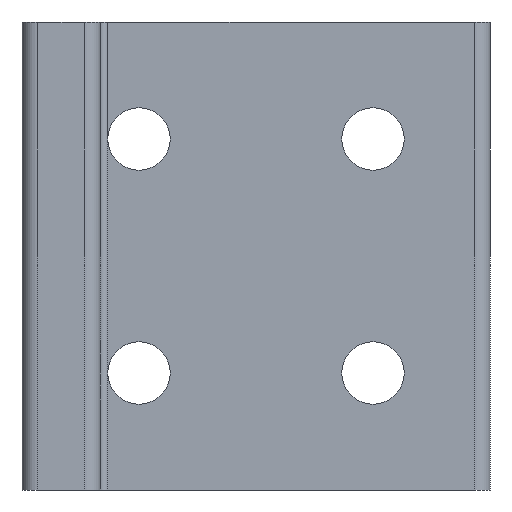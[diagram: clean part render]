
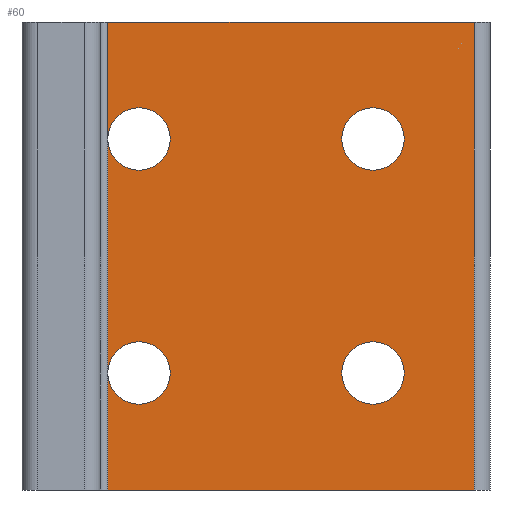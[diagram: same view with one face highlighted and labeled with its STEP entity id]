
A CAD part, left-side view. The second image highlights one B-rep face of the part: STEP entity #60.
In plain terms, the highlighted planar face has unit normal (-1, 0, 0).
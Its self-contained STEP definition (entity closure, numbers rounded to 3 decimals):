
#60=ADVANCED_FACE('',(#234,#236,#238),#240,.T.);
#234=FACE_BOUND('',#235,.T.);
#235=EDGE_LOOP('',(#816,#817,#818,#819,#820,#821,#822,#823));
#236=FACE_BOUND('',#237,.T.);
#237=EDGE_LOOP('',(#824));
#238=FACE_BOUND('',#239,.T.);
#239=EDGE_LOOP('',(#825));
#240=PLANE('',#241);
#241=AXIS2_PLACEMENT_3D('',#242,#243,#244);
#242=CARTESIAN_POINT('',(-5.,-5.,0.));
#243=DIRECTION('',(-1.,0.,0.));
#244=DIRECTION('',(0.,-1.,0.));
#816=ORIENTED_EDGE('',*,*,#1200,.F.);
#817=ORIENTED_EDGE('',*,*,#1201,.T.);
#818=ORIENTED_EDGE('',*,*,#1202,.T.);
#819=ORIENTED_EDGE('',*,*,#1203,.F.);
#820=ORIENTED_EDGE('',*,*,#1204,.F.);
#821=ORIENTED_EDGE('',*,*,#1175,.T.);
#822=ORIENTED_EDGE('',*,*,#1205,.F.);
#823=ORIENTED_EDGE('',*,*,#1179,.T.);
#824=ORIENTED_EDGE('',*,*,#1167,.T.);
#825=ORIENTED_EDGE('',*,*,#1171,.T.);
#1167=EDGE_CURVE('',#1364,#1364,#1365,.T.);
#1171=EDGE_CURVE('',#1372,#1372,#1373,.T.);
#1175=EDGE_CURVE('',#1380,#1380,#1381,.T.);
#1179=EDGE_CURVE('',#1388,#1388,#1389,.T.);
#1200=EDGE_CURVE('',#1430,#1388,#1431,.T.);
#1201=EDGE_CURVE('',#1430,#1432,#1433,.T.);
#1202=EDGE_CURVE('',#1432,#1434,#1435,.T.);
#1203=EDGE_CURVE('',#1436,#1434,#1437,.T.);
#1204=EDGE_CURVE('',#1380,#1436,#1438,.T.);
#1205=EDGE_CURVE('',#1388,#1380,#1439,.T.);
#1364=VERTEX_POINT('',#1705);
#1365=CIRCLE('',#1706,2.);
#1372=VERTEX_POINT('',#1725);
#1373=CIRCLE('',#1726,2.);
#1380=VERTEX_POINT('',#1745);
#1381=CIRCLE('',#1746,2.);
#1388=VERTEX_POINT('',#1765);
#1389=CIRCLE('',#1766,2.);
#1430=VERTEX_POINT('',#1850);
#1431=LINE('',#1851,#1852);
#1432=VERTEX_POINT('',#1854);
#1433=LINE('',#1855,#1856);
#1434=VERTEX_POINT('',#1858);
#1435=LINE('',#1859,#1860);
#1436=VERTEX_POINT('',#1862);
#1437=LINE('',#1863,#1864);
#1438=LINE('',#1866,#1867);
#1439=LINE('',#1869,#1870);
#1705=CARTESIAN_POINT('',(-5.,-20.5,22.5));
#1706=AXIS2_PLACEMENT_3D('',#1707,#1708,#1709);
#1707=CARTESIAN_POINT('',(-5.,-22.5,22.5));
#1708=DIRECTION('',(1.,0.,0.));
#1709=DIRECTION('',(0.,1.,0.));
#1725=CARTESIAN_POINT('',(-5.,-20.5,7.5));
#1726=AXIS2_PLACEMENT_3D('',#1727,#1728,#1729);
#1727=CARTESIAN_POINT('',(-5.,-22.5,7.5));
#1728=DIRECTION('',(1.,0.,0.));
#1729=DIRECTION('',(0.,1.,0.));
#1745=CARTESIAN_POINT('',(-5.,-5.5,22.5));
#1746=AXIS2_PLACEMENT_3D('',#1747,#1748,#1749);
#1747=CARTESIAN_POINT('',(-5.,-7.5,22.5));
#1748=DIRECTION('',(1.,0.,0.));
#1749=DIRECTION('',(0.,1.,0.));
#1765=CARTESIAN_POINT('',(-5.,-5.5,7.5));
#1766=AXIS2_PLACEMENT_3D('',#1767,#1768,#1769);
#1767=CARTESIAN_POINT('',(-5.,-7.5,7.5));
#1768=DIRECTION('',(1.,0.,0.));
#1769=DIRECTION('',(0.,1.,0.));
#1850=CARTESIAN_POINT('',(-5.,-5.5,0.));
#1851=CARTESIAN_POINT('',(-5.,-5.5,0.));
#1852=VECTOR('',#1853,1.);
#1853=DIRECTION('',(0.,0.,1.));
#1854=CARTESIAN_POINT('',(-5.,-29.,0.));
#1855=CARTESIAN_POINT('',(-5.,-5.5,0.));
#1856=VECTOR('',#1857,1.);
#1857=DIRECTION('',(0.,-1.,0.));
#1858=CARTESIAN_POINT('',(-5.,-29.,30.));
#1859=CARTESIAN_POINT('',(-5.,-29.,0.));
#1860=VECTOR('',#1861,1.);
#1861=DIRECTION('',(0.,0.,1.));
#1862=CARTESIAN_POINT('',(-5.,-5.5,30.));
#1863=CARTESIAN_POINT('',(-5.,-5.5,30.));
#1864=VECTOR('',#1865,1.);
#1865=DIRECTION('',(0.,-1.,0.));
#1866=CARTESIAN_POINT('',(-5.,-5.5,22.5));
#1867=VECTOR('',#1868,1.);
#1868=DIRECTION('',(0.,0.,1.));
#1869=CARTESIAN_POINT('',(-5.,-5.5,7.5));
#1870=VECTOR('',#1871,1.);
#1871=DIRECTION('',(0.,0.,1.));
